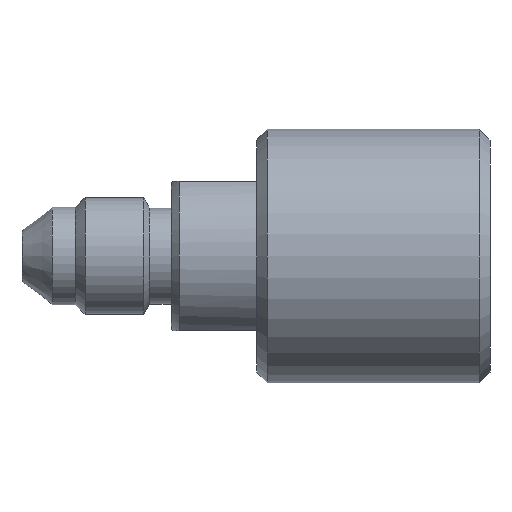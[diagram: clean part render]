
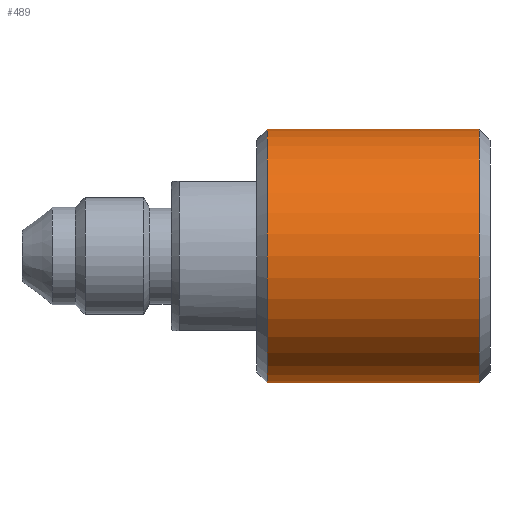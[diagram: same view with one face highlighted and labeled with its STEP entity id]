
A CAD part, front view. The second image highlights one B-rep face of the part: STEP entity #489.
In plain terms, the highlighted cylindrical face has radius 12.065 mm (diameter 24.13 mm), a full revolution.
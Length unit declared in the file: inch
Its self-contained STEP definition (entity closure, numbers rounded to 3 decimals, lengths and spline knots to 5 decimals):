
#57=FACE_BOUND('',#183,.T.);
#79=CYLINDRICAL_SURFACE('',#564,0.475);
#114=FACE_OUTER_BOUND('',#182,.T.);
#182=EDGE_LOOP('',(#421));
#183=EDGE_LOOP('',(#422));
#243=CIRCLE('',#563,0.475);
#244=CIRCLE('',#565,0.475);
#286=VERTEX_POINT('',#860);
#287=VERTEX_POINT('',#863);
#333=EDGE_CURVE('',#286,#286,#243,.T.);
#334=EDGE_CURVE('',#287,#287,#244,.T.);
#421=ORIENTED_EDGE('',*,*,#334,.F.);
#422=ORIENTED_EDGE('',*,*,#333,.T.);
#489=ADVANCED_FACE('',(#114,#57),#79,.T.);
#563=AXIS2_PLACEMENT_3D('',#861,#713,#714);
#564=AXIS2_PLACEMENT_3D('',#862,#715,#716);
#565=AXIS2_PLACEMENT_3D('',#864,#717,#718);
#713=DIRECTION('center_axis',(1.,0.,0.));
#714=DIRECTION('ref_axis',(0.,1.,0.));
#715=DIRECTION('center_axis',(1.,0.,0.));
#716=DIRECTION('ref_axis',(0.,1.,0.));
#717=DIRECTION('center_axis',(1.,0.,0.));
#718=DIRECTION('ref_axis',(0.,1.,0.));
#860=CARTESIAN_POINT('',(0.92,0.475,0.));
#861=CARTESIAN_POINT('Origin',(0.92,0.,0.));
#862=CARTESIAN_POINT('Origin',(1.3175,0.,0.));
#863=CARTESIAN_POINT('',(1.715,0.475,0.));
#864=CARTESIAN_POINT('Origin',(1.715,0.,0.));
